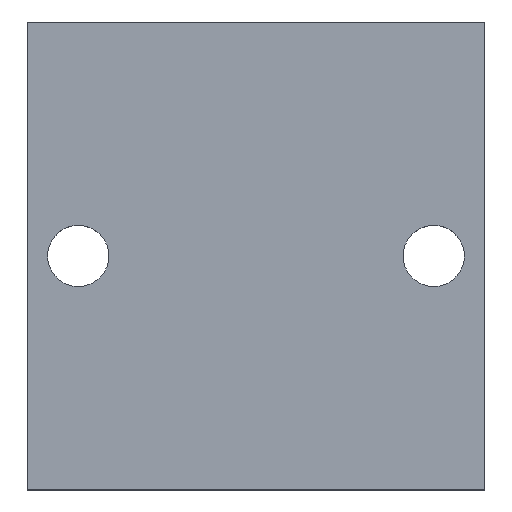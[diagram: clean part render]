
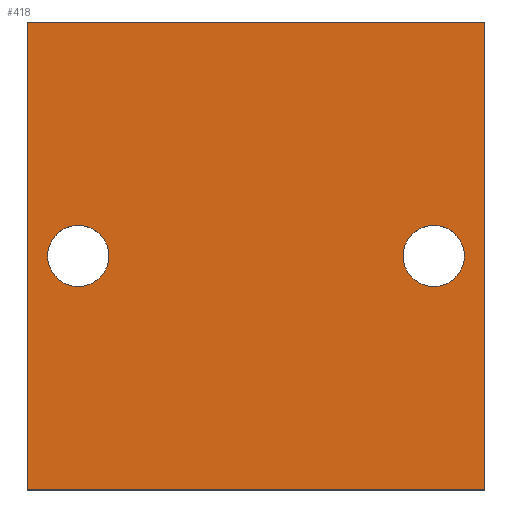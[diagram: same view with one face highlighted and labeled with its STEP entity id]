
A CAD part, top view. The second image highlights one B-rep face of the part: STEP entity #418.
In plain terms, the highlighted planar face has unit normal (0, 0, 1).
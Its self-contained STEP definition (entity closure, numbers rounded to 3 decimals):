
#8 = AXIS2_PLACEMENT_3D ( 'NONE', #400, #204, #14 ) ;
#11 = DIRECTION ( 'NONE',  ( 1., 0., 0. ) ) ;
#14 = DIRECTION ( 'NONE',  ( 1., 0., 0. ) ) ;
#21 = CARTESIAN_POINT ( 'NONE',  ( 8.7, 0., 5. ) ) ;
#22 = CIRCLE ( 'NONE', #116, 1.5 ) ;
#24 = EDGE_CURVE ( 'NONE', #403, #382, #133, .T. ) ;
#25 = CARTESIAN_POINT ( 'NONE',  ( -8.7, 0., 5. ) ) ;
#26 = CARTESIAN_POINT ( 'NONE',  ( -11.2, -11.45, 5. ) ) ;
#40 = DIRECTION ( 'NONE',  ( 0., 0., 1. ) ) ;
#47 = FACE_BOUND ( 'NONE', #53, .T. ) ;
#53 = EDGE_LOOP ( 'NONE', ( #312, #296 ) ) ;
#57 = VERTEX_POINT ( 'NONE', #26 ) ;
#73 = LINE ( 'NONE', #165, #146 ) ;
#75 = CARTESIAN_POINT ( 'NONE',  ( -8.7, 0., 5. ) ) ;
#77 = CIRCLE ( 'NONE', #117, 1.5 ) ;
#85 = DIRECTION ( 'NONE',  ( 0., 1., 0. ) ) ;
#93 = VECTOR ( 'NONE', #205, 1000. ) ;
#109 = CARTESIAN_POINT ( 'NONE',  ( -11.2, 11.45, 5. ) ) ;
#116 = AXIS2_PLACEMENT_3D ( 'NONE', #331, #40, #227 ) ;
#117 = AXIS2_PLACEMENT_3D ( 'NONE', #75, #267, #11 ) ;
#120 = DIRECTION ( 'NONE',  ( 1., 0., 0. ) ) ;
#133 = CIRCLE ( 'NONE', #385, 1.5 ) ;
#136 = CARTESIAN_POINT ( 'NONE',  ( 11.2, -11.45, 5. ) ) ;
#139 = AXIS2_PLACEMENT_3D ( 'NONE', #21, #209, #120 ) ;
#142 = ORIENTED_EDGE ( 'NONE', *, *, #157, .F. ) ;
#144 = ORIENTED_EDGE ( 'NONE', *, *, #377, .T. ) ;
#146 = VECTOR ( 'NONE', #354, 1000. ) ;
#155 = EDGE_CURVE ( 'NONE', #340, #321, #289, .T. ) ;
#157 = EDGE_CURVE ( 'NONE', #180, #232, #389, .T. ) ;
#162 = EDGE_LOOP ( 'NONE', ( #306, #144, #234, #237 ) ) ;
#165 = CARTESIAN_POINT ( 'NONE',  ( -11.2, -11.45, 5. ) ) ;
#169 = DIRECTION ( 'NONE',  ( 0., -1., 0. ) ) ;
#176 = CARTESIAN_POINT ( 'NONE',  ( -7.2, 0., 5. ) ) ;
#180 = VERTEX_POINT ( 'NONE', #356 ) ;
#204 = DIRECTION ( 'NONE',  ( 0., 0., 1. ) ) ;
#205 = DIRECTION ( 'NONE',  ( -1., 0., 0. ) ) ;
#206 = VECTOR ( 'NONE', #85, 1000. ) ;
#209 = DIRECTION ( 'NONE',  ( 0., 0., 1. ) ) ;
#227 = DIRECTION ( 'NONE',  ( 1., 0., 0. ) ) ;
#232 = VERTEX_POINT ( 'NONE', #295 ) ;
#234 = ORIENTED_EDGE ( 'NONE', *, *, #299, .T. ) ;
#236 = LINE ( 'NONE', #109, #294 ) ;
#237 = ORIENTED_EDGE ( 'NONE', *, *, #424, .T. ) ;
#264 = FACE_OUTER_BOUND ( 'NONE', #162, .T. ) ;
#267 = DIRECTION ( 'NONE',  ( 0., 0., 1. ) ) ;
#271 = DIRECTION ( 'NONE',  ( 0., 0., 1. ) ) ;
#272 = CARTESIAN_POINT ( 'NONE',  ( -11.2, 11.45, 5. ) ) ;
#285 = EDGE_CURVE ( 'NONE', #232, #180, #22, .T. ) ;
#289 = LINE ( 'NONE', #318, #206 ) ;
#294 = VECTOR ( 'NONE', #169, 1000. ) ;
#295 = CARTESIAN_POINT ( 'NONE',  ( 7.2, 0., 5. ) ) ;
#296 = ORIENTED_EDGE ( 'NONE', *, *, #336, .F. ) ;
#299 = EDGE_CURVE ( 'NONE', #371, #57, #236, .T. ) ;
#301 = LINE ( 'NONE', #339, #93 ) ;
#306 = ORIENTED_EDGE ( 'NONE', *, *, #155, .T. ) ;
#307 = PLANE ( 'NONE',  #8 ) ;
#309 = FACE_BOUND ( 'NONE', #394, .T. ) ;
#312 = ORIENTED_EDGE ( 'NONE', *, *, #24, .F. ) ;
#318 = CARTESIAN_POINT ( 'NONE',  ( 11.2, 11.45, 5. ) ) ;
#321 = VERTEX_POINT ( 'NONE', #372 ) ;
#331 = CARTESIAN_POINT ( 'NONE',  ( 8.7, 0., 5. ) ) ;
#336 = EDGE_CURVE ( 'NONE', #382, #403, #77, .T. ) ;
#339 = CARTESIAN_POINT ( 'NONE',  ( -11.2, 11.45, 5. ) ) ;
#340 = VERTEX_POINT ( 'NONE', #136 ) ;
#354 = DIRECTION ( 'NONE',  ( 1., 0., 0. ) ) ;
#356 = CARTESIAN_POINT ( 'NONE',  ( 10.2, 0., 5. ) ) ;
#371 = VERTEX_POINT ( 'NONE', #272 ) ;
#372 = CARTESIAN_POINT ( 'NONE',  ( 11.2, 11.45, 5. ) ) ;
#377 = EDGE_CURVE ( 'NONE', #321, #371, #301, .T. ) ;
#382 = VERTEX_POINT ( 'NONE', #406 ) ;
#385 = AXIS2_PLACEMENT_3D ( 'NONE', #25, #271, #405 ) ;
#389 = CIRCLE ( 'NONE', #139, 1.5 ) ;
#394 = EDGE_LOOP ( 'NONE', ( #142, #398 ) ) ;
#398 = ORIENTED_EDGE ( 'NONE', *, *, #285, .F. ) ;
#400 = CARTESIAN_POINT ( 'NONE',  ( 0., 0., 5. ) ) ;
#403 = VERTEX_POINT ( 'NONE', #176 ) ;
#405 = DIRECTION ( 'NONE',  ( 1., 0., 0. ) ) ;
#406 = CARTESIAN_POINT ( 'NONE',  ( -10.2, 0., 5. ) ) ;
#418 = ADVANCED_FACE ( 'NONE', ( #47, #309, #264 ), #307, .T. ) ;
#424 = EDGE_CURVE ( 'NONE', #57, #340, #73, .T. ) ;
